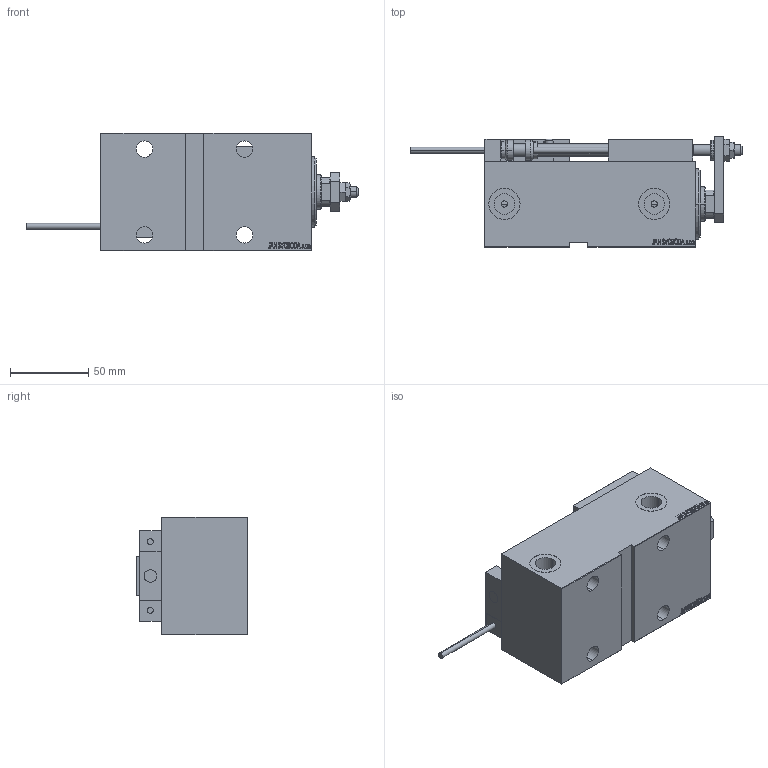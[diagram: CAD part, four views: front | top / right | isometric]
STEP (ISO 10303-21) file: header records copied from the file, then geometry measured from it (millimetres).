
FILE_DESCRIPTION (( 'STEP AP203' ), '1' );
FILE_NAME ('f4c1.STEP', '2021-03-19T05:53:15', ( '' ), ( '' ), 'SwSTEP 2.0', 'SolidWorks 2019', '' );
FILE_SCHEMA (( 'CONFIG_CONTROL_DESIGN' ));
Length unit declared in the file: millimetre
Products named in the file (16): V450CM_VC_B f5b9b27c2fbe9a93809c54189be97100; SWITCH X f5b9b27c2fbe9a93809c54189be97100; TYC_L79 f5b9b27c2fbe9a93809c54189be97100; ALLEN BOLT D5 f5b9b27c2fbe9a93809c54189be97100; ZARAZKA f5b9b27c2fbe9a93809c54189be97100; Block f5b9b27c2fbe9a93809c54189be97100; ALLEN BOLT D8 f5b9b27c2fbe9a93809c54189be97100; NUT_D12 f5b9b27c2fbe9a93809c54189be97100; KONCOVKA f5b9b27c2fbe9a93809c54189be97100; NUT_D10 f5b9b27c2fbe9a93809c54189be97100; V450CM_E_VCP f5b9b27c2fbe9a93809c54189be97100; MAGNET f5b9b27c2fbe9a93809c54189be97100; SWITCH_X_FRONT_BACK f5b9b27c2fbe9a93809c54189be97100; f4c1; SWITCH DIM B,W f5b9b27c2fbe9a93809c54189be97100; V450CM_E f5b9b27c2fbe9a93809c54189be97100
Assembly tree (25 placements, depth 3):
  f4c1
    V450CM_E f5b9b27c2fbe9a93809c54189be97100
    V450CM_E_VCP f5b9b27c2fbe9a93809c54189be97100
    V450CM_VC_B f5b9b27c2fbe9a93809c54189be97100
    SWITCH X f5b9b27c2fbe9a93809c54189be97100
      SWITCH_X_FRONT_BACK f5b9b27c2fbe9a93809c54189be97100  x2
      TYC_L79 f5b9b27c2fbe9a93809c54189be97100
      Block f5b9b27c2fbe9a93809c54189be97100  x2
      ALLEN BOLT D5 f5b9b27c2fbe9a93809c54189be97100  x4
      ALLEN BOLT D8 f5b9b27c2fbe9a93809c54189be97100  x4
      MAGNET f5b9b27c2fbe9a93809c54189be97100  x2
      KONCOVKA f5b9b27c2fbe9a93809c54189be97100  x2
    SWITCH DIM B,W f5b9b27c2fbe9a93809c54189be97100
    ZARAZKA f5b9b27c2fbe9a93809c54189be97100
    NUT_D10 f5b9b27c2fbe9a93809c54189be97100
    NUT_D12 f5b9b27c2fbe9a93809c54189be97100
Bounding box: 212.7 x 70.5 x 75 mm (x, y, z)
Volume: 537984.3 mm3; surface area: 111099.8 mm2
Topology: 24 solids, 24 shells, 1311 faces, 3138 edges, 2006 vertices
Faces by surface type: plane 576, bspline 380, cylinder 194, cone 113, torus 44, sphere 4
Entity records: 50655 total; most frequent: CARTESIAN_POINT 25609, ORIENTED_EDGE 5296, DIRECTION 3595, EDGE_CURVE 2648, VERTEX_POINT 1730, VECTOR 1523, LINE 1523, EDGE_LOOP 1226
